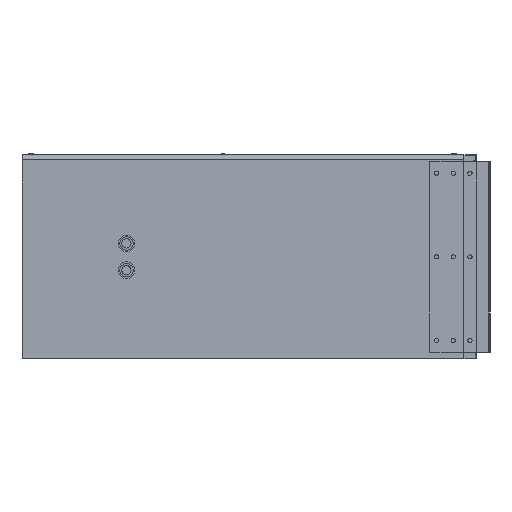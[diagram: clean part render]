
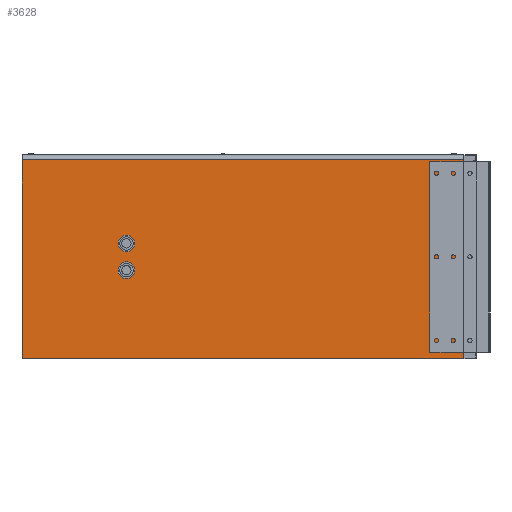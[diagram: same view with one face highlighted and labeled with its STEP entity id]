
A CAD part, left-side view. The second image highlights one B-rep face of the part: STEP entity #3628.
In plain terms, the highlighted planar face has unit normal (-1, 0, 0).
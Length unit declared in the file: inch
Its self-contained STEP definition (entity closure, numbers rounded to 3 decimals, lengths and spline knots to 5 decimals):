
#339 = CARTESIAN_POINT ( 'NONE',  ( -25.5, 66., -15.25 ) ) ;
#359 = AXIS2_PLACEMENT_3D ( 'NONE', #3582, #2020, #8621 ) ;
#674 = LINE ( 'NONE', #9111, #3308 ) ;
#765 = AXIS2_PLACEMENT_3D ( 'NONE', #5633, #8205, #4019 ) ;
#952 = DIRECTION ( 'NONE',  ( 1., 0., 0. ) ) ;
#1388 = DIRECTION ( 'NONE',  ( 0., 0., 1. ) ) ;
#1409 = ORIENTED_EDGE ( 'NONE', *, *, #8434, .F. ) ;
#1673 = LINE ( 'NONE', #8936, #10267 ) ;
#2020 = DIRECTION ( 'NONE',  ( 1., 0., 0. ) ) ;
#2061 = CARTESIAN_POINT ( 'NONE',  ( -25.5, 50.375, 0.75 ) ) ;
#2127 = EDGE_CURVE ( 'NONE', #2700, #6651, #7895, .T. ) ;
#2143 = EDGE_CURVE ( 'NONE', #7002, #2947, #8684, .T. ) ;
#2700 = VERTEX_POINT ( 'NONE', #3186 ) ;
#2947 = VERTEX_POINT ( 'NONE', #7095 ) ;
#3099 = CARTESIAN_POINT ( 'NONE',  ( -25.5, 66., 14.5 ) ) ;
#3186 = CARTESIAN_POINT ( 'NONE',  ( -25.5, 50.375, -0.75 ) ) ;
#3212 = EDGE_LOOP ( 'NONE', ( #8776, #9676, #1409, #4001 ) ) ;
#3213 = CARTESIAN_POINT ( 'NONE',  ( -25.5, 66., 14.5 ) ) ;
#3308 = VECTOR ( 'NONE', #4128, 39.37008 ) ;
#3431 = CARTESIAN_POINT ( 'NONE',  ( -25.5, 50.375, -2. ) ) ;
#3582 = CARTESIAN_POINT ( 'NONE',  ( -25.5, 50.375, 2. ) ) ;
#3628 = ADVANCED_FACE ( 'NONE', ( #5003, #7209, #3819 ), #4915, .F. ) ;
#3717 = EDGE_LOOP ( 'NONE', ( #9953, #8725 ) ) ;
#3819 = FACE_OUTER_BOUND ( 'NONE', #3212, .T. ) ;
#3974 = EDGE_CURVE ( 'NONE', #7840, #9074, #674, .T. ) ;
#3986 = AXIS2_PLACEMENT_3D ( 'NONE', #6288, #8787, #8825 ) ;
#4001 = ORIENTED_EDGE ( 'NONE', *, *, #7939, .T. ) ;
#4019 = DIRECTION ( 'NONE',  ( 0., 0., -1. ) ) ;
#4084 = DIRECTION ( 'NONE',  ( 0., -1., 0. ) ) ;
#4128 = DIRECTION ( 'NONE',  ( 0., -1., 0. ) ) ;
#4375 = CIRCLE ( 'NONE', #7999, 1.25 ) ;
#4393 = EDGE_CURVE ( 'NONE', #6651, #2700, #4375, .T. ) ;
#4540 = VERTEX_POINT ( 'NONE', #8122 ) ;
#4744 = EDGE_LOOP ( 'NONE', ( #7012, #10579 ) ) ;
#4915 = PLANE ( 'NONE',  #5328 ) ;
#5003 = FACE_BOUND ( 'NONE', #4744, .T. ) ;
#5328 = AXIS2_PLACEMENT_3D ( 'NONE', #3099, #7271, #8947 ) ;
#5499 = LINE ( 'NONE', #3213, #7443 ) ;
#5633 = CARTESIAN_POINT ( 'NONE',  ( -25.5, 50.375, 2. ) ) ;
#5838 = CARTESIAN_POINT ( 'NONE',  ( -25.5, 66., -15.25 ) ) ;
#6288 = CARTESIAN_POINT ( 'NONE',  ( -25.5, 50.375, -2. ) ) ;
#6494 = DIRECTION ( 'NONE',  ( 0., 0., 1. ) ) ;
#6651 = VERTEX_POINT ( 'NONE', #10687 ) ;
#6798 = CIRCLE ( 'NONE', #359, 1.25 ) ;
#7002 = VERTEX_POINT ( 'NONE', #2061 ) ;
#7012 = ORIENTED_EDGE ( 'NONE', *, *, #2127, .T. ) ;
#7095 = CARTESIAN_POINT ( 'NONE',  ( -25.5, 50.375, 3.25 ) ) ;
#7191 = LINE ( 'NONE', #5838, #9662 ) ;
#7209 = FACE_BOUND ( 'NONE', #3717, .T. ) ;
#7271 = DIRECTION ( 'NONE',  ( 1., 0., 0. ) ) ;
#7443 = VECTOR ( 'NONE', #1388, 39.37008 ) ;
#7840 = VERTEX_POINT ( 'NONE', #8845 ) ;
#7895 = CIRCLE ( 'NONE', #3986, 1.25 ) ;
#7939 = EDGE_CURVE ( 'NONE', #8220, #4540, #7191, .T. ) ;
#7999 = AXIS2_PLACEMENT_3D ( 'NONE', #3431, #952, #10241 ) ;
#8122 = CARTESIAN_POINT ( 'NONE',  ( -25.5, 0., -15.25 ) ) ;
#8192 = EDGE_CURVE ( 'NONE', #2947, #7002, #6798, .T. ) ;
#8205 = DIRECTION ( 'NONE',  ( 1., 0., 0. ) ) ;
#8220 = VERTEX_POINT ( 'NONE', #339 ) ;
#8434 = EDGE_CURVE ( 'NONE', #8220, #7840, #5499, .T. ) ;
#8621 = DIRECTION ( 'NONE',  ( 0., 0., -1. ) ) ;
#8684 = CIRCLE ( 'NONE', #765, 1.25 ) ;
#8725 = ORIENTED_EDGE ( 'NONE', *, *, #2143, .T. ) ;
#8776 = ORIENTED_EDGE ( 'NONE', *, *, #10500, .T. ) ;
#8787 = DIRECTION ( 'NONE',  ( 1., 0., 0. ) ) ;
#8825 = DIRECTION ( 'NONE',  ( 0., 0., -1. ) ) ;
#8845 = CARTESIAN_POINT ( 'NONE',  ( -25.5, 66., 14.5 ) ) ;
#8936 = CARTESIAN_POINT ( 'NONE',  ( -25.5, 0., 14.5 ) ) ;
#8947 = DIRECTION ( 'NONE',  ( 0., 0., -1. ) ) ;
#9074 = VERTEX_POINT ( 'NONE', #10592 ) ;
#9111 = CARTESIAN_POINT ( 'NONE',  ( -25.5, 66., 14.5 ) ) ;
#9662 = VECTOR ( 'NONE', #4084, 39.37008 ) ;
#9676 = ORIENTED_EDGE ( 'NONE', *, *, #3974, .F. ) ;
#9953 = ORIENTED_EDGE ( 'NONE', *, *, #8192, .T. ) ;
#10241 = DIRECTION ( 'NONE',  ( 0., 0., -1. ) ) ;
#10267 = VECTOR ( 'NONE', #6494, 39.37008 ) ;
#10500 = EDGE_CURVE ( 'NONE', #4540, #9074, #1673, .T. ) ;
#10579 = ORIENTED_EDGE ( 'NONE', *, *, #4393, .T. ) ;
#10592 = CARTESIAN_POINT ( 'NONE',  ( -25.5, 0., 14.5 ) ) ;
#10687 = CARTESIAN_POINT ( 'NONE',  ( -25.5, 50.375, -3.25 ) ) ;
